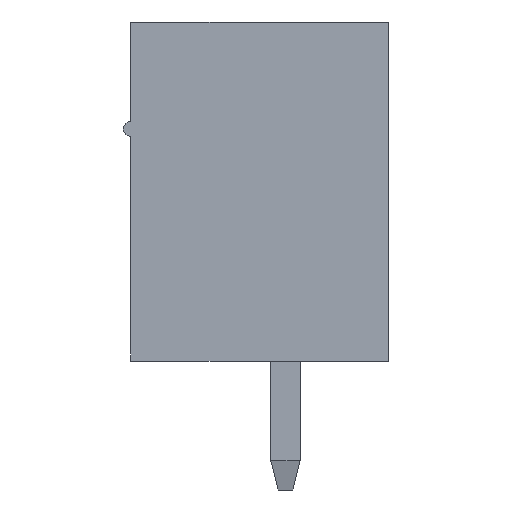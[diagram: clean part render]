
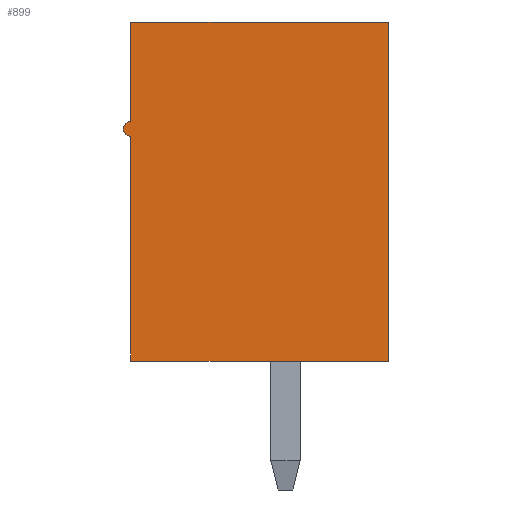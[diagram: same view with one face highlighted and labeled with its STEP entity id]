
A CAD part, left-side view. The second image highlights one B-rep face of the part: STEP entity #899.
In plain terms, the highlighted planar face has unit normal (-1, 0, 0).
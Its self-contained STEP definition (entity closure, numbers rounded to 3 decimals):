
#899 = ADVANCED_FACE( '', ( #1775 ), #1776, .F. );
#1775 = FACE_OUTER_BOUND( '', #2623, .T. );
#1776 = PLANE( '', #2624 );
#2623 = EDGE_LOOP( '', ( #5120, #5121, #5122, #5123, #5124, #5125 ) );
#2624 = AXIS2_PLACEMENT_3D( '', #5126, #5127, #5128 );
#5120 = ORIENTED_EDGE( '', *, *, #6112, .F. );
#5121 = ORIENTED_EDGE( '', *, *, #5902, .T. );
#5122 = ORIENTED_EDGE( '', *, *, #5603, .T. );
#5123 = ORIENTED_EDGE( '', *, *, #5592, .T. );
#5124 = ORIENTED_EDGE( '', *, *, #5971, .F. );
#5125 = ORIENTED_EDGE( '', *, *, #5379, .F. );
#5126 = CARTESIAN_POINT( '', ( -11.05, 0., 0. ) );
#5127 = DIRECTION( '', ( 1., 0., 0. ) );
#5128 = DIRECTION( '', ( 0., 0., -1. ) );
#5379 = EDGE_CURVE( '', #6524, #6526, #6527, .T. );
#5592 = EDGE_CURVE( '', #6879, #6884, #6886, .T. );
#5603 = EDGE_CURVE( '', #6902, #6879, #6903, .F. );
#5902 = EDGE_CURVE( '', #7331, #6902, #7333, .T. );
#5971 = EDGE_CURVE( '', #6526, #6884, #7419, .T. );
#6112 = EDGE_CURVE( '', #7331, #6524, #7601, .T. );
#6524 = VERTEX_POINT( '', #8160 );
#6526 = VERTEX_POINT( '', #8163 );
#6527 = LINE( '', #8164, #8165 );
#6879 = VERTEX_POINT( '', #8685 );
#6884 = VERTEX_POINT( '', #8692 );
#6886 = LINE( '', #8695, #8696 );
#6902 = VERTEX_POINT( '', #8717 );
#6903 = CIRCLE( '', #8718, 0.2 );
#7331 = VERTEX_POINT( '', #9360 );
#7333 = LINE( '', #9363, #9364 );
#7419 = LINE( '', #9491, #9492 );
#7601 = LINE( '', #9768, #9769 );
#8160 = CARTESIAN_POINT( '', ( -11.05, -3.6, 4.6 ) );
#8163 = CARTESIAN_POINT( '', ( -11.05, -3.6, -4.6 ) );
#8164 = CARTESIAN_POINT( '', ( -11.05, -3.6, 4.6 ) );
#8165 = VECTOR( '', #10057, 1000. );
#8685 = CARTESIAN_POINT( '', ( -11.05, 3.4, 1.5 ) );
#8692 = CARTESIAN_POINT( '', ( -11.05, 3.4, -4.6 ) );
#8695 = CARTESIAN_POINT( '', ( -11.05, 3.4, 0. ) );
#8696 = VECTOR( '', #10244, 1000. );
#8717 = CARTESIAN_POINT( '', ( -11.05, 3.4, 1.9 ) );
#8718 = AXIS2_PLACEMENT_3D( '', #10256, #10257, #10258 );
#9360 = CARTESIAN_POINT( '', ( -11.05, 3.4, 4.6 ) );
#9363 = CARTESIAN_POINT( '', ( -11.05, 3.4, 0. ) );
#9364 = VECTOR( '', #10501, 1000. );
#9491 = CARTESIAN_POINT( '', ( -11.05, -3.6, -4.6 ) );
#9492 = VECTOR( '', #10552, 1000. );
#9768 = CARTESIAN_POINT( '', ( -11.05, 3.6, 4.6 ) );
#9769 = VECTOR( '', #10653, 1000. );
#10057 = DIRECTION( '', ( 0., 0., -1. ) );
#10244 = DIRECTION( '', ( 0., 0., -1. ) );
#10256 = CARTESIAN_POINT( '', ( -11.05, 3.4, 1.7 ) );
#10257 = DIRECTION( '', ( 1., 0., 0. ) );
#10258 = DIRECTION( '', ( 0., 0., -1. ) );
#10501 = DIRECTION( '', ( 0., 0., -1. ) );
#10552 = DIRECTION( '', ( 0., 1., 0. ) );
#10653 = DIRECTION( '', ( 0., -1., 0. ) );
